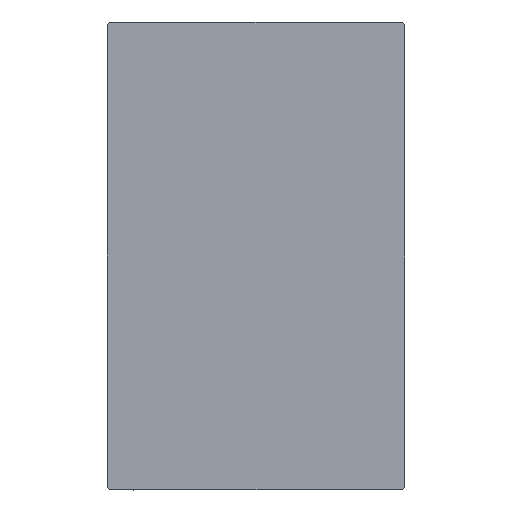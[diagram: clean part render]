
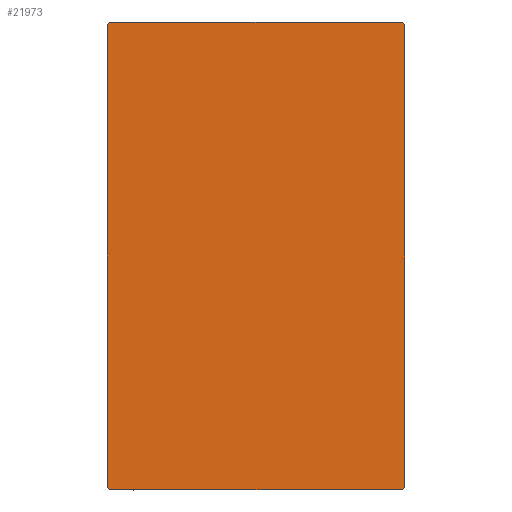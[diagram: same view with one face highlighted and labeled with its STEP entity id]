
A CAD part, left-side view. The second image highlights one B-rep face of the part: STEP entity #21973.
In plain terms, the highlighted face is planar.
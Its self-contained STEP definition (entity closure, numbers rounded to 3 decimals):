
#595 = EDGE_CURVE ( 'NONE', #35399, #11239, #11137, .T. ) ;
#1977 = VECTOR ( 'NONE', #2160, 1000. ) ;
#2032 = DIRECTION ( 'NONE',  ( 1., 0., 0. ) ) ;
#2160 = DIRECTION ( 'NONE',  ( 0., -1., 0. ) ) ;
#2247 = FACE_OUTER_BOUND ( 'NONE', #21565, .T. ) ;
#2754 = ORIENTED_EDGE ( 'NONE', *, *, #20641, .T. ) ;
#3067 = ORIENTED_EDGE ( 'NONE', *, *, #20506, .T. ) ;
#3189 = VECTOR ( 'NONE', #13300, 1000. ) ;
#3237 = CARTESIAN_POINT ( 'NONE',  ( 76., 17.5, -27.2 ) ) ;
#3480 = LINE ( 'NONE', #7172, #15860 ) ;
#4524 = ORIENTED_EDGE ( 'NONE', *, *, #595, .T. ) ;
#5909 = LINE ( 'NONE', #23066, #3189 ) ;
#5922 = LINE ( 'NONE', #38968, #27233 ) ;
#6051 = CARTESIAN_POINT ( 'NONE',  ( 76., -22.35, -22.35 ) ) ;
#6248 = VERTEX_POINT ( 'NONE', #43013 ) ;
#7172 = CARTESIAN_POINT ( 'NONE',  ( 76., 22.35, -22.35 ) ) ;
#7397 = ORIENTED_EDGE ( 'NONE', *, *, #30335, .T. ) ;
#7558 = EDGE_CURVE ( 'NONE', #11239, #33102, #5922, .T. ) ;
#9197 = DIRECTION ( 'NONE',  ( 0., 0., -1. ) ) ;
#9353 = ORIENTED_EDGE ( 'NONE', *, *, #7558, .T. ) ;
#11137 = LINE ( 'NONE', #40903, #29152 ) ;
#11239 = VERTEX_POINT ( 'NONE', #12472 ) ;
#11664 = DIRECTION ( 'NONE',  ( 0., 0., 1. ) ) ;
#12042 = PLANE ( 'NONE',  #20030 ) ;
#12472 = CARTESIAN_POINT ( 'NONE',  ( 76., -17.5, 27.2 ) ) ;
#13300 = DIRECTION ( 'NONE',  ( 0., -0.707, 0.707 ) ) ;
#13997 = CARTESIAN_POINT ( 'NONE',  ( 76., -17.5, -27.5 ) ) ;
#14933 = VERTEX_POINT ( 'NONE', #32973 ) ;
#15688 = VERTEX_POINT ( 'NONE', #3237 ) ;
#15860 = VECTOR ( 'NONE', #16955, 1000. ) ;
#16955 = DIRECTION ( 'NONE',  ( 0., 0.707, 0.707 ) ) ;
#18768 = DIRECTION ( 'NONE',  ( 0., 0., -1. ) ) ;
#19200 = CARTESIAN_POINT ( 'NONE',  ( 76., -17.2, 27.5 ) ) ;
#19596 = EDGE_CURVE ( 'NONE', #21674, #15688, #3480, .T. ) ;
#19996 = VECTOR ( 'NONE', #25627, 1000. ) ;
#20030 = AXIS2_PLACEMENT_3D ( 'NONE', #38541, #2032, #18768 ) ;
#20506 = EDGE_CURVE ( 'NONE', #40077, #35399, #34759, .T. ) ;
#20641 = EDGE_CURVE ( 'NONE', #33102, #6248, #39520, .T. ) ;
#21368 = LINE ( 'NONE', #13997, #22615 ) ;
#21565 = EDGE_LOOP ( 'NONE', ( #24912, #35356, #27135, #7397, #3067, #4524, #9353, #2754 ) ) ;
#21674 = VERTEX_POINT ( 'NONE', #22076 ) ;
#21752 = DIRECTION ( 'NONE',  ( 0., -0.707, -0.707 ) ) ;
#21973 = ADVANCED_FACE ( 'NONE', ( #2247 ), #12042, .T. ) ;
#22076 = CARTESIAN_POINT ( 'NONE',  ( 76., 17.2, -27.5 ) ) ;
#22615 = VECTOR ( 'NONE', #40936, 1000. ) ;
#23066 = CARTESIAN_POINT ( 'NONE',  ( 76., 22.35, 22.35 ) ) ;
#24906 = CARTESIAN_POINT ( 'NONE',  ( 76., 17.5, -27.5 ) ) ;
#24912 = ORIENTED_EDGE ( 'NONE', *, *, #31004, .T. ) ;
#25402 = CARTESIAN_POINT ( 'NONE',  ( 76., 17.5, 27.5 ) ) ;
#25565 = VECTOR ( 'NONE', #11664, 1000. ) ;
#25627 = DIRECTION ( 'NONE',  ( 0., 0.707, -0.707 ) ) ;
#26528 = CARTESIAN_POINT ( 'NONE',  ( 76., -17.5, -27.2 ) ) ;
#27135 = ORIENTED_EDGE ( 'NONE', *, *, #41495, .T. ) ;
#27233 = VECTOR ( 'NONE', #9197, 1000. ) ;
#28513 = CARTESIAN_POINT ( 'NONE',  ( 76., 17.2, 27.5 ) ) ;
#29152 = VECTOR ( 'NONE', #21752, 1000. ) ;
#30335 = EDGE_CURVE ( 'NONE', #14933, #40077, #5909, .T. ) ;
#31004 = EDGE_CURVE ( 'NONE', #6248, #21674, #21368, .T. ) ;
#32973 = CARTESIAN_POINT ( 'NONE',  ( 76., 17.5, 27.2 ) ) ;
#33102 = VERTEX_POINT ( 'NONE', #26528 ) ;
#34759 = LINE ( 'NONE', #25402, #1977 ) ;
#35322 = LINE ( 'NONE', #24906, #25565 ) ;
#35356 = ORIENTED_EDGE ( 'NONE', *, *, #19596, .T. ) ;
#35399 = VERTEX_POINT ( 'NONE', #19200 ) ;
#38541 = CARTESIAN_POINT ( 'NONE',  ( 76., 0., 0. ) ) ;
#38968 = CARTESIAN_POINT ( 'NONE',  ( 76., -17.5, 27.5 ) ) ;
#39520 = LINE ( 'NONE', #6051, #19996 ) ;
#40077 = VERTEX_POINT ( 'NONE', #28513 ) ;
#40903 = CARTESIAN_POINT ( 'NONE',  ( 76., -22.35, 22.35 ) ) ;
#40936 = DIRECTION ( 'NONE',  ( 0., 1., 0. ) ) ;
#41495 = EDGE_CURVE ( 'NONE', #15688, #14933, #35322, .T. ) ;
#43013 = CARTESIAN_POINT ( 'NONE',  ( 76., -17.2, -27.5 ) ) ;
